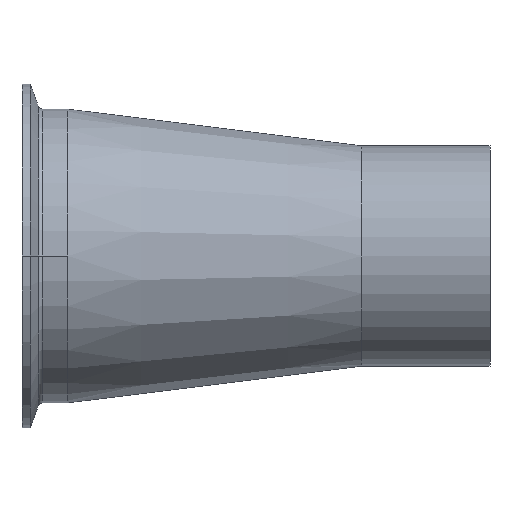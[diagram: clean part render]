
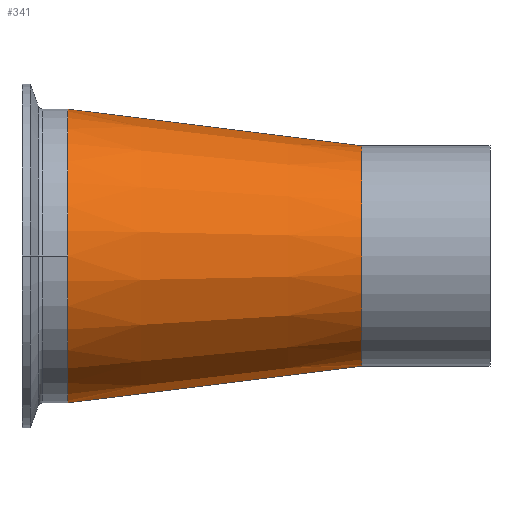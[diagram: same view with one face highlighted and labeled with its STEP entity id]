
A CAD part, left-side view. The second image highlights one B-rep face of the part: STEP entity #341.
In plain terms, the highlighted conical face has half-angle 7.125 degrees and reference radius 38.1 mm.
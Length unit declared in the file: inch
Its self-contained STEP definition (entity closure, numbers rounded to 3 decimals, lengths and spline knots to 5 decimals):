
#15 = ORIENTED_EDGE ( 'NONE', *, *, #588, .F. ) ;
#28 = VECTOR ( 'NONE', #308, 39.37008 ) ;
#53 = DIRECTION ( 'NONE',  ( 0., 0., 1. ) ) ;
#55 = DIRECTION ( 'NONE',  ( 0., 0.992, 0.124 ) ) ;
#64 = AXIS2_PLACEMENT_3D ( 'NONE', #292, #133, #445 ) ;
#71 = CARTESIAN_POINT ( 'NONE',  ( 0., 4., 0. ) ) ;
#90 = ORIENTED_EDGE ( 'NONE', *, *, #544, .F. ) ;
#97 = CARTESIAN_POINT ( 'NONE',  ( 0., 0., 0. ) ) ;
#124 = ORIENTED_EDGE ( 'NONE', *, *, #129, .T. ) ;
#129 = EDGE_CURVE ( 'NONE', #401, #633, #998, .T. ) ;
#133 = DIRECTION ( 'NONE',  ( 0., -1., 0. ) ) ;
#151 = CARTESIAN_POINT ( 'NONE',  ( 0., 4., -2. ) ) ;
#186 = CARTESIAN_POINT ( 'NONE',  ( 0., 0., 1.5 ) ) ;
#197 = CIRCLE ( 'NONE', #64, 1.5 ) ;
#209 = VECTOR ( 'NONE', #55, 39.37008 ) ;
#218 = VERTEX_POINT ( 'NONE', #151 ) ;
#259 = CONICAL_SURFACE ( 'NONE', #1021, 1.5, 0.124 ) ;
#292 = CARTESIAN_POINT ( 'NONE',  ( 0., 0., 0. ) ) ;
#308 = DIRECTION ( 'NONE',  ( 0., 0.992, -0.124 ) ) ;
#341 = ADVANCED_FACE ( 'NONE', ( #1033 ), #259, .T. ) ;
#356 = CIRCLE ( 'NONE', #750, 2. ) ;
#401 = VERTEX_POINT ( 'NONE', #186 ) ;
#439 = DIRECTION ( 'NONE',  ( 0., 1., 0. ) ) ;
#445 = DIRECTION ( 'NONE',  ( 0., 0., -1. ) ) ;
#453 = CARTESIAN_POINT ( 'NONE',  ( 0., 0., 1.5 ) ) ;
#543 = DIRECTION ( 'NONE',  ( 0., 1., 0. ) ) ;
#544 = EDGE_CURVE ( 'NONE', #673, #218, #586, .T. ) ;
#553 = CARTESIAN_POINT ( 'NONE',  ( 0., 4., 2. ) ) ;
#586 = LINE ( 'NONE', #802, #28 ) ;
#588 = EDGE_CURVE ( 'NONE', #218, #633, #356, .T. ) ;
#591 = DIRECTION ( 'NONE',  ( 0., 0., 1. ) ) ;
#604 = EDGE_LOOP ( 'NONE', ( #90, #652, #124, #15 ) ) ;
#633 = VERTEX_POINT ( 'NONE', #553 ) ;
#652 = ORIENTED_EDGE ( 'NONE', *, *, #995, .F. ) ;
#673 = VERTEX_POINT ( 'NONE', #1080 ) ;
#750 = AXIS2_PLACEMENT_3D ( 'NONE', #71, #543, #53 ) ;
#802 = CARTESIAN_POINT ( 'NONE',  ( 0., 0., -1.5 ) ) ;
#995 = EDGE_CURVE ( 'NONE', #401, #673, #197, .T. ) ;
#998 = LINE ( 'NONE', #453, #209 ) ;
#1021 = AXIS2_PLACEMENT_3D ( 'NONE', #97, #439, #591 ) ;
#1033 = FACE_OUTER_BOUND ( 'NONE', #604, .T. ) ;
#1080 = CARTESIAN_POINT ( 'NONE',  ( 0., 0., -1.5 ) ) ;
